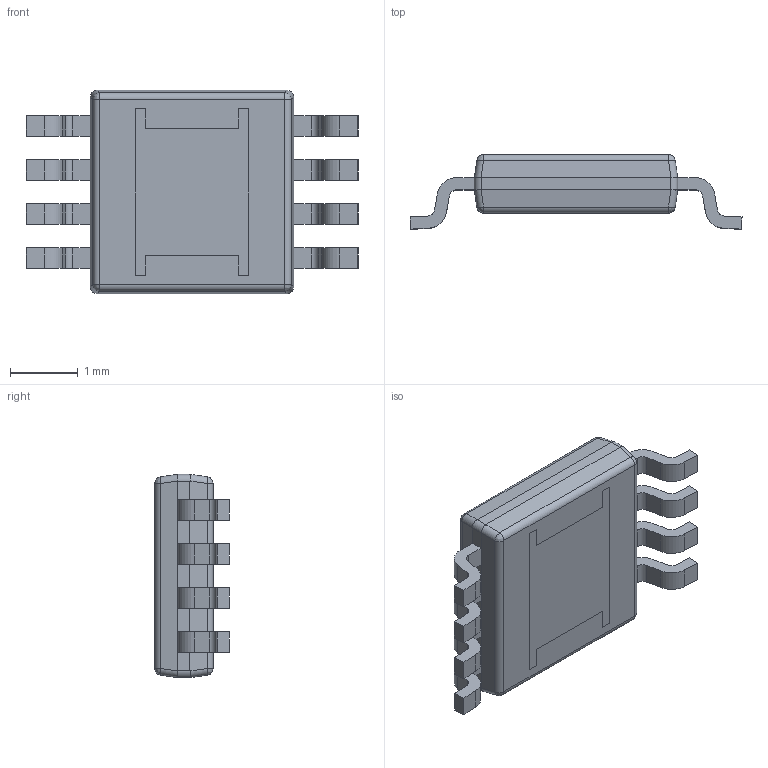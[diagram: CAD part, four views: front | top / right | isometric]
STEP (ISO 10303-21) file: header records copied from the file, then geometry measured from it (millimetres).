
FILE_DESCRIPTION (( 'STEP AP214' ), '1' );
FILE_NAME ('LT1965EMS8E#PBF.STEP', '2022-09-23T18:01:12', ( '' ), ( '' ), 'SwSTEP 2.0', 'SolidWorks 2017', '' );
FILE_SCHEMA (( 'AUTOMOTIVE_DESIGN' ));
Length unit declared in the file: millimetre
Products named in the file (1): LT1965EMS8E#PBF
Bounding box: 4.9 x 1.1 x 3 mm (x, y, z)
Volume: 8.1 mm3; surface area: 46 mm2
Topology: 11 solids, 11 shells, 188 faces, 468 edges, 304 vertices
Faces by surface type: plane 124, cylinder 56, bspline 8
Entity records: 5764 total; most frequent: CARTESIAN_POINT 1153, ORIENTED_EDGE 936, DIRECTION 902, EDGE_CURVE 468, VECTOR 348, LINE 348, VERTEX_POINT 304, AXIS2_PLACEMENT_3D 277
